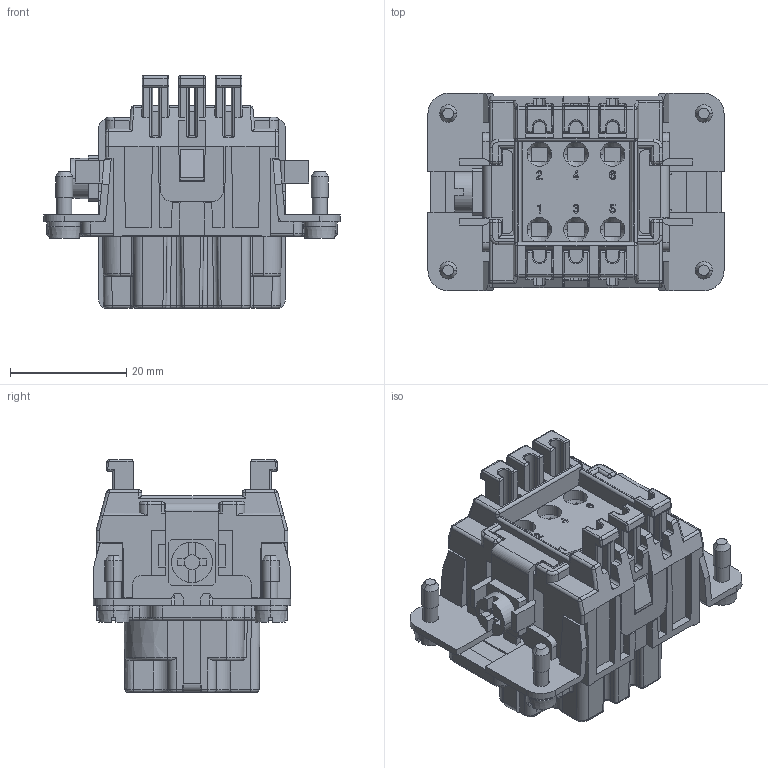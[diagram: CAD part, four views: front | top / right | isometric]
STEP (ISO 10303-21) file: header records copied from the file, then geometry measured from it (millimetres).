
FILE_DESCRIPTION(('Creo Elements/Direct Modeling STEP Export'),'2;1');
FILE_NAME('0lndrr043enn60c1848','2016-06-29T15:28:48',(''),(''),'PTC Creo Elements/Direct Modeling STEP processor for AP214 (Solid Model)','PTC Creo Elements/Direct Modeling 19.0B 21-Mar-2015 (C) Parametric Technology GmbH','');
FILE_SCHEMA(('AUTOMOTIVE_DESIGN { 1 0 10303 214 1 1 1 1 }'));
Products named in the file (2): CDSHF_06_NC
Assembly tree (1 placements, depth 2):
  CDSHF_06_NC
    CDSHF_06_NC
Bounding box: 51 x 34 x 40.1 mm (x, y, z)
Volume: 26457.1 mm3; surface area: 15258.6 mm2
Topology: 1 solids, 1 shells, 1811 faces, 6219 edges, 4442 vertices
Faces by surface type: plane 967, cylinder 574, torus 113, sphere 62, bspline 56, cone 39
Entity records: 90050 total; most frequent: CARTESIAN_POINT 21574, ORIENTED_EDGE 12314, DIRECTION 10237, EDGE_CURVE 6157, VECTOR 4453, LINE 4453, VERTEX_POINT 4442, AXIS2_PLACEMENT_3D 2892
